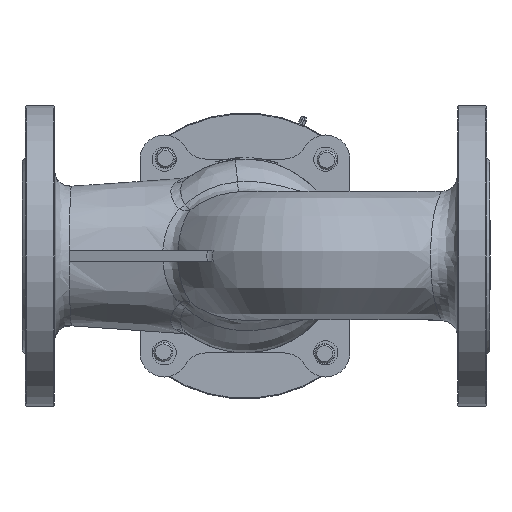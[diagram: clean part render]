
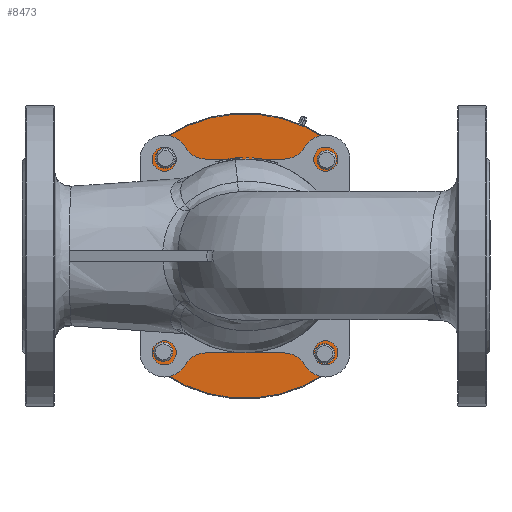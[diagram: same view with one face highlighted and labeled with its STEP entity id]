
A CAD part, front view. The second image highlights one B-rep face of the part: STEP entity #8473.
In plain terms, the highlighted planar face has unit normal (0, -1, 0).
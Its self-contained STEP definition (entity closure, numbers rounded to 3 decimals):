
#439=LINE('',#12742,#913);
#440=LINE('',#12762,#914);
#913=VECTOR('',#10250,10.);
#914=VECTOR('',#10277,10.);
#1537=FACE_BOUND('',#2364,.T.);
#1538=FACE_BOUND('',#2365,.T.);
#1539=FACE_BOUND('',#2366,.T.);
#1540=FACE_BOUND('',#2367,.T.);
#1651=PLANE('',#9139);
#1859=FACE_OUTER_BOUND('',#2363,.T.);
#2363=EDGE_LOOP('',(#5642,#5643,#5644,#5645,#5646,#5647,#5648,#5649));
#2364=EDGE_LOOP('',(#5650));
#2365=EDGE_LOOP('',(#5651));
#2366=EDGE_LOOP('',(#5652));
#2367=EDGE_LOOP('',(#5653));
#2975=CIRCLE('',#9106,4.5);
#2980=CIRCLE('',#9112,88.179);
#2983=CIRCLE('',#9116,4.5);
#2987=CIRCLE('',#9122,4.5);
#2990=CIRCLE('',#9126,88.179);
#2993=CIRCLE('',#9130,4.5);
#2997=CIRCLE('',#9140,5.);
#2998=CIRCLE('',#9141,5.591);
#2999=CIRCLE('',#9142,6.375);
#3000=CIRCLE('',#9143,6.271);
#3521=VERTEX_POINT('',#12718);
#3522=VERTEX_POINT('',#12720);
#3524=VERTEX_POINT('',#12726);
#3526=VERTEX_POINT('',#12732);
#3528=VERTEX_POINT('',#12738);
#3530=VERTEX_POINT('',#12744);
#3532=VERTEX_POINT('',#12750);
#3534=VERTEX_POINT('',#12756);
#3541=VERTEX_POINT('',#12783);
#3542=VERTEX_POINT('',#12785);
#3543=VERTEX_POINT('',#12787);
#3544=VERTEX_POINT('',#12789);
#4320=EDGE_CURVE('',#3521,#3522,#2975,.T.);
#4325=EDGE_CURVE('',#3522,#3524,#2980,.T.);
#4328=EDGE_CURVE('',#3524,#3526,#2983,.T.);
#4331=EDGE_CURVE('',#3526,#3528,#439,.T.);
#4334=EDGE_CURVE('',#3528,#3530,#2987,.T.);
#4337=EDGE_CURVE('',#3530,#3532,#2990,.T.);
#4340=EDGE_CURVE('',#3532,#3534,#2993,.T.);
#4341=EDGE_CURVE('',#3534,#3521,#440,.T.);
#4352=EDGE_CURVE('',#3541,#3541,#2997,.T.);
#4353=EDGE_CURVE('',#3542,#3542,#2998,.T.);
#4354=EDGE_CURVE('',#3543,#3543,#2999,.T.);
#4355=EDGE_CURVE('',#3544,#3544,#3000,.T.);
#5642=ORIENTED_EDGE('',*,*,#4320,.F.);
#5643=ORIENTED_EDGE('',*,*,#4341,.F.);
#5644=ORIENTED_EDGE('',*,*,#4340,.F.);
#5645=ORIENTED_EDGE('',*,*,#4337,.F.);
#5646=ORIENTED_EDGE('',*,*,#4334,.F.);
#5647=ORIENTED_EDGE('',*,*,#4331,.F.);
#5648=ORIENTED_EDGE('',*,*,#4328,.F.);
#5649=ORIENTED_EDGE('',*,*,#4325,.F.);
#5650=ORIENTED_EDGE('',*,*,#4352,.T.);
#5651=ORIENTED_EDGE('',*,*,#4353,.T.);
#5652=ORIENTED_EDGE('',*,*,#4354,.T.);
#5653=ORIENTED_EDGE('',*,*,#4355,.T.);
#8473=ADVANCED_FACE('',(#1859,#1537,#1538,#1539,#1540),#1651,.T.);
#9106=AXIS2_PLACEMENT_3D('',#12721,#10223,#10224);
#9112=AXIS2_PLACEMENT_3D('',#12730,#10235,#10236);
#9116=AXIS2_PLACEMENT_3D('',#12736,#10243,#10244);
#9122=AXIS2_PLACEMENT_3D('',#12748,#10257,#10258);
#9126=AXIS2_PLACEMENT_3D('',#12754,#10265,#10266);
#9130=AXIS2_PLACEMENT_3D('',#12760,#10273,#10274);
#9139=AXIS2_PLACEMENT_3D('',#12782,#10299,#10300);
#9140=AXIS2_PLACEMENT_3D('',#12784,#10301,#10302);
#9141=AXIS2_PLACEMENT_3D('',#12786,#10303,#10304);
#9142=AXIS2_PLACEMENT_3D('',#12788,#10305,#10306);
#9143=AXIS2_PLACEMENT_3D('',#12790,#10307,#10308);
#10223=DIRECTION('center_axis',(0.,1.,0.));
#10224=DIRECTION('ref_axis',(0.393,0.,0.919));
#10235=DIRECTION('center_axis',(0.,1.,0.));
#10236=DIRECTION('ref_axis',(1.,0.,0.));
#10243=DIRECTION('center_axis',(0.,1.,0.));
#10244=DIRECTION('ref_axis',(0.393,0.,-0.919));
#10250=DIRECTION('',(-1.,0.,0.));
#10257=DIRECTION('center_axis',(0.,1.,0.));
#10258=DIRECTION('ref_axis',(-0.393,0.,-0.919));
#10265=DIRECTION('center_axis',(0.,1.,0.));
#10266=DIRECTION('ref_axis',(-1.,0.,0.));
#10273=DIRECTION('center_axis',(0.,1.,0.));
#10274=DIRECTION('ref_axis',(-0.393,0.,0.919));
#10277=DIRECTION('',(1.,0.,0.));
#10299=DIRECTION('center_axis',(0.,-1.,0.));
#10300=DIRECTION('ref_axis',(0.,0.,-1.));
#10301=DIRECTION('center_axis',(0.,1.,0.));
#10302=DIRECTION('ref_axis',(-1.,0.,0.));
#10303=DIRECTION('center_axis',(0.,1.,0.));
#10304=DIRECTION('ref_axis',(-1.,0.,0.));
#10305=DIRECTION('center_axis',(0.,1.,0.));
#10306=DIRECTION('ref_axis',(-1.,0.,0.));
#10307=DIRECTION('center_axis',(0.,1.,0.));
#10308=DIRECTION('ref_axis',(-1.,0.,0.));
#12718=CARTESIAN_POINT('',(60.491,-470.1,62.319));
#12720=CARTESIAN_POINT('',(63.744,-470.1,60.928));
#12721=CARTESIAN_POINT('Origin',(60.491,-470.1,57.819));
#12726=CARTESIAN_POINT('',(63.744,-470.1,-60.928));
#12730=CARTESIAN_POINT('Origin',(0.,-470.1,0.));
#12732=CARTESIAN_POINT('',(60.491,-470.1,-62.319));
#12736=CARTESIAN_POINT('Origin',(60.491,-470.1,-57.819));
#12738=CARTESIAN_POINT('',(-60.491,-470.1,-62.319));
#12742=CARTESIAN_POINT('',(-67.039,-470.1,-62.319));
#12744=CARTESIAN_POINT('',(-63.744,-470.1,-60.928));
#12748=CARTESIAN_POINT('Origin',(-60.491,-470.1,-57.819));
#12750=CARTESIAN_POINT('',(-63.744,-470.1,60.928));
#12754=CARTESIAN_POINT('Origin',(0.,-470.1,0.));
#12756=CARTESIAN_POINT('',(-60.491,-470.1,62.319));
#12760=CARTESIAN_POINT('Origin',(-60.491,-470.1,57.819));
#12762=CARTESIAN_POINT('',(67.039,-470.1,62.319));
#12782=CARTESIAN_POINT('Origin',(0.,-470.1,0.));
#12783=CARTESIAN_POINT('',(-55.,-470.1,50.));
#12784=CARTESIAN_POINT('Origin',(-60.,-470.1,50.));
#12785=CARTESIAN_POINT('',(65.591,-470.1,-50.));
#12786=CARTESIAN_POINT('Origin',(60.,-470.1,-50.));
#12787=CARTESIAN_POINT('',(66.375,-470.1,50.));
#12788=CARTESIAN_POINT('Origin',(60.,-470.1,50.));
#12789=CARTESIAN_POINT('',(-53.729,-470.1,-50.));
#12790=CARTESIAN_POINT('Origin',(-60.,-470.1,-50.));
